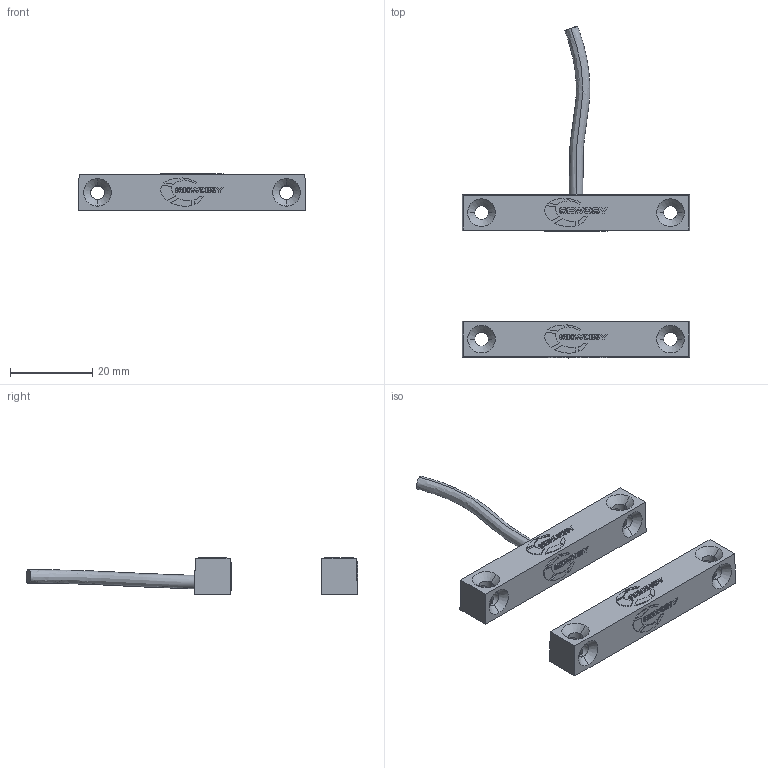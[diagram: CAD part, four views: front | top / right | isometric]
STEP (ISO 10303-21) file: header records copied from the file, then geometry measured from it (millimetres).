
FILE_DESCRIPTION (( 'STEP AP214' ), '1' );
FILE_NAME ('CMA3F10.STEP', '2021-08-02T09:03:15', ( '' ), ( '' ), 'SwSTEP 2.0', 'SolidWorks 2020', '' );
FILE_SCHEMA (( 'AUTOMOTIVE_DESIGN' ));
Length unit declared in the file: millimetre
Products named in the file (3): CMA3F10; cmaxf10_AIMANT; cmaxf10_REED
Assembly tree (2 placements, depth 2):
  CMA3F10
    cmaxf10_REED
    cmaxf10_AIMANT
Bounding box: 55.3 x 80.82 x 9 mm (x, y, z)
Volume: 8084.2 mm3; surface area: 5020.8 mm2
Topology: 2 solids, 2 shells, 563 faces, 1514 edges, 996 vertices
Faces by surface type: plane 309, bspline 206, cylinder 32, cone 16
Entity records: 18775 total; most frequent: CARTESIAN_POINT 5990, ORIENTED_EDGE 3028, DIRECTION 1832, EDGE_CURVE 1514, VECTOR 1020, LINE 1020, VERTEX_POINT 996, EDGE_LOOP 628
